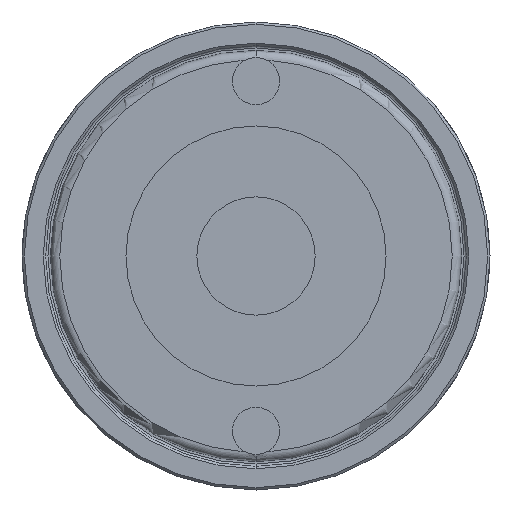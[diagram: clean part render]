
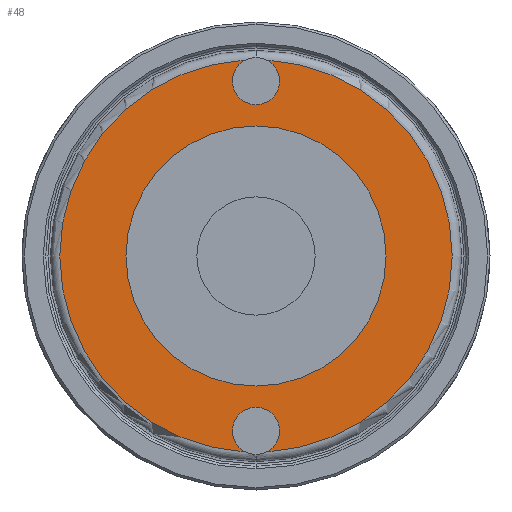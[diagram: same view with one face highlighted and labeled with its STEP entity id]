
A CAD part, front view. The second image highlights one B-rep face of the part: STEP entity #48.
In plain terms, the highlighted planar face has unit normal (0, -1, 0).
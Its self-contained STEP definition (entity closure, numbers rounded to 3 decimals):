
#7 = VERTEX_POINT ( 'NONE', #119 ) ;
#48 = ADVANCED_FACE ( 'NONE', ( #818, #2863 ), #2957, .T. ) ;
#76 = CIRCLE ( 'NONE', #480, 5. ) ;
#119 = CARTESIAN_POINT ( 'NONE',  ( 0., 0., -32. ) ) ;
#160 = CARTESIAN_POINT ( 'NONE',  ( 0., 0., 0. ) ) ;
#197 = DIRECTION ( 'NONE',  ( 0., 0., -1. ) ) ;
#206 = DIRECTION ( 'NONE',  ( 0., -1., 0. ) ) ;
#214 = ORIENTED_EDGE ( 'NONE', *, *, #2356, .T. ) ;
#267 = CIRCLE ( 'NONE', #878, 5. ) ;
#309 = VERTEX_POINT ( 'NONE', #604 ) ;
#345 = AXIS2_PLACEMENT_3D ( 'NONE', #2238, #1200, #3341 ) ;
#428 = VERTEX_POINT ( 'NONE', #1793 ) ;
#480 = AXIS2_PLACEMENT_3D ( 'NONE', #1909, #3251, #2050 ) ;
#604 = CARTESIAN_POINT ( 'NONE',  ( -2.307, 0., 41.436 ) ) ;
#692 = EDGE_CURVE ( 'NONE', #428, #309, #76, .T. ) ;
#717 = DIRECTION ( 'NONE',  ( 0., 0., -1. ) ) ;
#723 = DIRECTION ( 'NONE',  ( 0., -1., 0. ) ) ;
#727 = CARTESIAN_POINT ( 'NONE',  ( 0., 0., 0. ) ) ;
#760 = CARTESIAN_POINT ( 'NONE',  ( -2.307, 0., -41.436 ) ) ;
#809 = EDGE_CURVE ( 'NONE', #2701, #428, #903, .T. ) ;
#818 = FACE_OUTER_BOUND ( 'NONE', #2507, .T. ) ;
#854 = CARTESIAN_POINT ( 'NONE',  ( 2.307, 0., 41.436 ) ) ;
#878 = AXIS2_PLACEMENT_3D ( 'NONE', #1153, #2434, #1638 ) ;
#903 = CIRCLE ( 'NONE', #345, 5. ) ;
#922 = ORIENTED_EDGE ( 'NONE', *, *, #2747, .F. ) ;
#943 = CARTESIAN_POINT ( 'NONE',  ( 0., 0., -27.5 ) ) ;
#1153 = CARTESIAN_POINT ( 'NONE',  ( 0., 0., -37. ) ) ;
#1200 = DIRECTION ( 'NONE',  ( 0., 1., 0. ) ) ;
#1233 = CIRCLE ( 'NONE', #1759, 5. ) ;
#1257 = CARTESIAN_POINT ( 'NONE',  ( 2.307, 0., -41.436 ) ) ;
#1266 = ORIENTED_EDGE ( 'NONE', *, *, #692, .T. ) ;
#1362 = AXIS2_PLACEMENT_3D ( 'NONE', #727, #723, #717 ) ;
#1386 = VERTEX_POINT ( 'NONE', #1257 ) ;
#1434 = DIRECTION ( 'NONE',  ( 0., 0., -1. ) ) ;
#1522 = DIRECTION ( 'NONE',  ( 0., -1., 0. ) ) ;
#1538 = AXIS2_PLACEMENT_3D ( 'NONE', #1791, #1522, #1434 ) ;
#1569 = DIRECTION ( 'NONE',  ( 0., 0., 1. ) ) ;
#1574 = DIRECTION ( 'NONE',  ( 0., 1., 0. ) ) ;
#1582 = CARTESIAN_POINT ( 'NONE',  ( 0., 0., -37. ) ) ;
#1608 = ORIENTED_EDGE ( 'NONE', *, *, #3216, .T. ) ;
#1638 = DIRECTION ( 'NONE',  ( 0., 0., 1. ) ) ;
#1684 = EDGE_CURVE ( 'NONE', #2689, #2036, #1737, .T. ) ;
#1737 = CIRCLE ( 'NONE', #2623, 27.5 ) ;
#1759 = AXIS2_PLACEMENT_3D ( 'NONE', #1582, #1574, #1569 ) ;
#1776 = DIRECTION ( 'NONE',  ( 0., 0., -1. ) ) ;
#1778 = EDGE_CURVE ( 'NONE', #1386, #2701, #3181, .T. ) ;
#1788 = DIRECTION ( 'NONE',  ( 0., -1., 0. ) ) ;
#1791 = CARTESIAN_POINT ( 'NONE',  ( 27.5, 0., 0. ) ) ;
#1793 = CARTESIAN_POINT ( 'NONE',  ( 0., 0., 32. ) ) ;
#1795 = CARTESIAN_POINT ( 'NONE',  ( 0., 0., 0. ) ) ;
#1865 = AXIS2_PLACEMENT_3D ( 'NONE', #1795, #1788, #1776 ) ;
#1909 = CARTESIAN_POINT ( 'NONE',  ( 0., 0., 37. ) ) ;
#2036 = VERTEX_POINT ( 'NONE', #2670 ) ;
#2050 = DIRECTION ( 'NONE',  ( 0., 0., 1. ) ) ;
#2238 = CARTESIAN_POINT ( 'NONE',  ( 0., 0., 37. ) ) ;
#2292 = EDGE_CURVE ( 'NONE', #309, #2737, #2577, .T. ) ;
#2346 = EDGE_LOOP ( 'NONE', ( #2914, #922 ) ) ;
#2356 = EDGE_CURVE ( 'NONE', #2737, #7, #1233, .T. ) ;
#2434 = DIRECTION ( 'NONE',  ( 0., 1., 0. ) ) ;
#2461 = AXIS2_PLACEMENT_3D ( 'NONE', #3175, #3171, #3165 ) ;
#2507 = EDGE_LOOP ( 'NONE', ( #214, #1608, #3263, #3350, #1266, #2838 ) ) ;
#2577 = CIRCLE ( 'NONE', #1865, 41.5 ) ;
#2623 = AXIS2_PLACEMENT_3D ( 'NONE', #160, #206, #197 ) ;
#2670 = CARTESIAN_POINT ( 'NONE',  ( 0., 0., 27.5 ) ) ;
#2689 = VERTEX_POINT ( 'NONE', #943 ) ;
#2701 = VERTEX_POINT ( 'NONE', #854 ) ;
#2737 = VERTEX_POINT ( 'NONE', #760 ) ;
#2747 = EDGE_CURVE ( 'NONE', #2036, #2689, #2798, .T. ) ;
#2798 = CIRCLE ( 'NONE', #1362, 27.5 ) ;
#2838 = ORIENTED_EDGE ( 'NONE', *, *, #2292, .T. ) ;
#2863 = FACE_BOUND ( 'NONE', #2346, .T. ) ;
#2914 = ORIENTED_EDGE ( 'NONE', *, *, #1684, .F. ) ;
#2957 = PLANE ( 'NONE',  #1538 ) ;
#3165 = DIRECTION ( 'NONE',  ( 0., 0., -1. ) ) ;
#3171 = DIRECTION ( 'NONE',  ( 0., -1., 0. ) ) ;
#3175 = CARTESIAN_POINT ( 'NONE',  ( 0., 0., 0. ) ) ;
#3181 = CIRCLE ( 'NONE', #2461, 41.5 ) ;
#3216 = EDGE_CURVE ( 'NONE', #7, #1386, #267, .T. ) ;
#3251 = DIRECTION ( 'NONE',  ( 0., 1., 0. ) ) ;
#3263 = ORIENTED_EDGE ( 'NONE', *, *, #1778, .T. ) ;
#3341 = DIRECTION ( 'NONE',  ( 0., 0., 1. ) ) ;
#3350 = ORIENTED_EDGE ( 'NONE', *, *, #809, .T. ) ;
